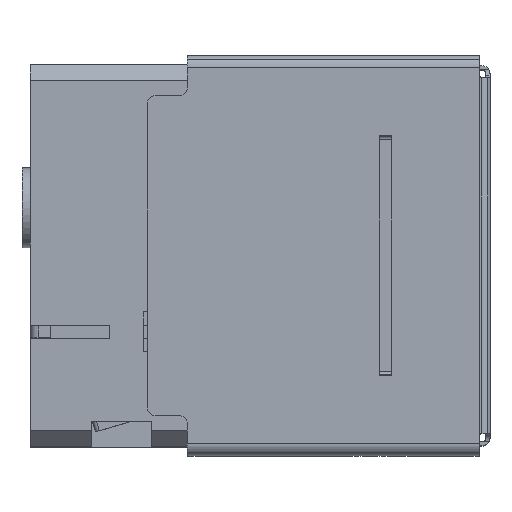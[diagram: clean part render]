
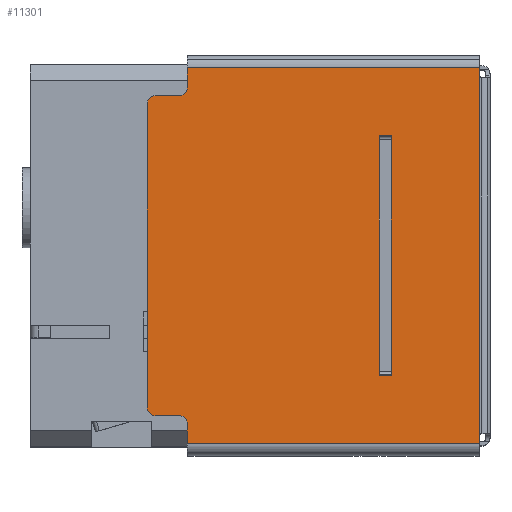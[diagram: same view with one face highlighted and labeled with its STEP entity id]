
A CAD part, top view. The second image highlights one B-rep face of the part: STEP entity #11301.
In plain terms, the highlighted planar face has unit normal (0, 0, 1).
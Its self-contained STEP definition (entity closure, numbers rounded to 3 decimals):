
#3 = CARTESIAN_POINT ( 'NONE',  ( 11.753, 8.41, -5.007 ) ) ;
#372 = VECTOR ( 'NONE', #9490, 1000. ) ;
#702 = EDGE_CURVE ( 'NONE', #3183, #8137, #12996, .T. ) ;
#718 = PLANE ( 'NONE',  #1266 ) ;
#728 = DIRECTION ( 'NONE',  ( 0., 1., 0. ) ) ;
#741 = LINE ( 'NONE', #9630, #17387 ) ;
#809 = CARTESIAN_POINT ( 'NONE',  ( 19.853, 9.31, -5.007 ) ) ;
#916 = DIRECTION ( 'NONE',  ( 0., 0., -1. ) ) ;
#967 = CARTESIAN_POINT ( 'NONE',  ( 12.353, 0.61, -5.007 ) ) ;
#991 = EDGE_CURVE ( 'NONE', #2149, #1214, #13621, .T. ) ;
#1156 = ORIENTED_EDGE ( 'NONE', *, *, #9022, .T. ) ;
#1214 = VERTEX_POINT ( 'NONE', #15213 ) ;
#1266 = AXIS2_PLACEMENT_3D ( 'NONE', #6609, #2370, #12666 ) ;
#1280 = EDGE_CURVE ( 'NONE', #4273, #10120, #8356, .T. ) ;
#1308 = LINE ( 'NONE', #4414, #4049 ) ;
#1925 = VECTOR ( 'NONE', #12941, 1000. ) ;
#2149 = VERTEX_POINT ( 'NONE', #967 ) ;
#2285 = VECTOR ( 'NONE', #9834, 1000. ) ;
#2370 = DIRECTION ( 'NONE',  ( 0., 0., -1. ) ) ;
#2457 = LINE ( 'NONE', #5436, #1925 ) ;
#2611 = CARTESIAN_POINT ( 'NONE',  ( 12.553, 8.81, -5.007 ) ) ;
#2702 = EDGE_CURVE ( 'NONE', #17126, #5324, #17265, .T. ) ;
#2748 = ORIENTED_EDGE ( 'NONE', *, *, #7923, .F. ) ;
#2750 = CARTESIAN_POINT ( 'NONE',  ( 12.353, 8.61, -5.007 ) ) ;
#2955 = EDGE_CURVE ( 'NONE', #1214, #10120, #741, .T. ) ;
#3093 = ORIENTED_EDGE ( 'NONE', *, *, #17019, .F. ) ;
#3157 = FACE_OUTER_BOUND ( 'NONE', #17285, .T. ) ;
#3176 = CARTESIAN_POINT ( 'NONE',  ( 11.753, 0.81, -5.007 ) ) ;
#3183 = VERTEX_POINT ( 'NONE', #7766 ) ;
#3352 = LINE ( 'NONE', #6328, #10127 ) ;
#3370 = VERTEX_POINT ( 'NONE', #809 ) ;
#3743 = ORIENTED_EDGE ( 'NONE', *, *, #17169, .T. ) ;
#3747 = ORIENTED_EDGE ( 'NONE', *, *, #12567, .T. ) ;
#3835 = VECTOR ( 'NONE', #17361, 1000. ) ;
#3954 = ORIENTED_EDGE ( 'NONE', *, *, #2955, .T. ) ;
#4049 = VECTOR ( 'NONE', #10296, 1000. ) ;
#4104 = CARTESIAN_POINT ( 'NONE',  ( 19.853, -0.09, -5.007 ) ) ;
#4161 = CARTESIAN_POINT ( 'NONE',  ( 17.653, 1.61, -5.007 ) ) ;
#4171 = DIRECTION ( 'NONE',  ( 0., 1., 0. ) ) ;
#4273 = VERTEX_POINT ( 'NONE', #14433 ) ;
#4305 = VECTOR ( 'NONE', #11710, 1000. ) ;
#4411 = CARTESIAN_POINT ( 'NONE',  ( 12.553, -0.09, -5.007 ) ) ;
#4414 = CARTESIAN_POINT ( 'NONE',  ( 17.353, 1.61, -5.007 ) ) ;
#4881 = VECTOR ( 'NONE', #11718, 1000. ) ;
#4883 = AXIS2_PLACEMENT_3D ( 'NONE', #14140, #916, #7568 ) ;
#5081 = ORIENTED_EDGE ( 'NONE', *, *, #991, .T. ) ;
#5317 = AXIS2_PLACEMENT_3D ( 'NONE', #3, #17397, #4171 ) ;
#5324 = VERTEX_POINT ( 'NONE', #2611 ) ;
#5436 = CARTESIAN_POINT ( 'NONE',  ( 12.553, 9.31, -5.007 ) ) ;
#5731 = LINE ( 'NONE', #2750, #4305 ) ;
#5834 = CARTESIAN_POINT ( 'NONE',  ( 17.653, 7.61, -5.007 ) ) ;
#6328 = CARTESIAN_POINT ( 'NONE',  ( 19.853, -0.09, -5.007 ) ) ;
#6435 = EDGE_CURVE ( 'NONE', #4273, #3370, #3352, .T. ) ;
#6566 = CARTESIAN_POINT ( 'NONE',  ( 12.353, 0.41, -5.007 ) ) ;
#6609 = CARTESIAN_POINT ( 'NONE',  ( 12.553, -0.39, -5.007 ) ) ;
#6704 = EDGE_CURVE ( 'NONE', #5324, #16595, #11954, .T. ) ;
#6743 = CARTESIAN_POINT ( 'NONE',  ( 12.553, 9.31, -5.007 ) ) ;
#7090 = VERTEX_POINT ( 'NONE', #10060 ) ;
#7288 = LINE ( 'NONE', #5834, #4881 ) ;
#7338 = ORIENTED_EDGE ( 'NONE', *, *, #6704, .T. ) ;
#7447 = VECTOR ( 'NONE', #13436, 1000. ) ;
#7561 = LINE ( 'NONE', #17602, #7447 ) ;
#7568 = DIRECTION ( 'NONE',  ( 1., 0., 0. ) ) ;
#7600 = DIRECTION ( 'NONE',  ( -1., 0., 0. ) ) ;
#7744 = VERTEX_POINT ( 'NONE', #10868 ) ;
#7760 = CARTESIAN_POINT ( 'NONE',  ( 11.553, 0.81, -5.007 ) ) ;
#7766 = CARTESIAN_POINT ( 'NONE',  ( 11.753, 8.61, -5.007 ) ) ;
#7780 = AXIS2_PLACEMENT_3D ( 'NONE', #6566, #18337, #16903 ) ;
#7923 = EDGE_CURVE ( 'NONE', #16957, #7090, #7288, .T. ) ;
#8137 = VERTEX_POINT ( 'NONE', #15581 ) ;
#8356 = LINE ( 'NONE', #4104, #15171 ) ;
#8390 = CARTESIAN_POINT ( 'NONE',  ( 17.353, 7.61, -5.007 ) ) ;
#8869 = CARTESIAN_POINT ( 'NONE',  ( 12.553, 9.31, -5.007 ) ) ;
#8926 = EDGE_LOOP ( 'NONE', ( #18103, #15951, #3093, #2748 ) ) ;
#9022 = EDGE_CURVE ( 'NONE', #15186, #7744, #15062, .T. ) ;
#9078 = ORIENTED_EDGE ( 'NONE', *, *, #17296, .F. ) ;
#9490 = DIRECTION ( 'NONE',  ( 0., 1., 0. ) ) ;
#9630 = CARTESIAN_POINT ( 'NONE',  ( 12.553, 0.41, -5.007 ) ) ;
#9637 = ORIENTED_EDGE ( 'NONE', *, *, #2702, .T. ) ;
#9834 = DIRECTION ( 'NONE',  ( 0., -1., 0. ) ) ;
#9990 = ORIENTED_EDGE ( 'NONE', *, *, #1280, .F. ) ;
#9994 = DIRECTION ( 'NONE',  ( -1., 0., 0. ) ) ;
#10060 = CARTESIAN_POINT ( 'NONE',  ( 17.353, 7.61, -5.007 ) ) ;
#10120 = VERTEX_POINT ( 'NONE', #4411 ) ;
#10127 = VECTOR ( 'NONE', #728, 1000. ) ;
#10296 = DIRECTION ( 'NONE',  ( 1., 0., 0. ) ) ;
#10848 = LINE ( 'NONE', #12190, #16157 ) ;
#10868 = CARTESIAN_POINT ( 'NONE',  ( 11.753, 0.61, -5.007 ) ) ;
#11171 = EDGE_CURVE ( 'NONE', #14995, #17568, #1308, .T. ) ;
#11301 = ADVANCED_FACE ( 'NONE', ( #3157, #16763 ), #718, .F. ) ;
#11449 = ORIENTED_EDGE ( 'NONE', *, *, #6435, .T. ) ;
#11619 = EDGE_CURVE ( 'NONE', #8137, #15186, #7561, .T. ) ;
#11705 = EDGE_CURVE ( 'NONE', #17568, #16957, #12176, .T. ) ;
#11710 = DIRECTION ( 'NONE',  ( -1., 0., 0. ) ) ;
#11718 = DIRECTION ( 'NONE',  ( -1., 0., 0. ) ) ;
#11954 = CIRCLE ( 'NONE', #4883, 0.2 ) ;
#12176 = LINE ( 'NONE', #15174, #372 ) ;
#12190 = CARTESIAN_POINT ( 'NONE',  ( 11.753, 0.61, -5.007 ) ) ;
#12567 = EDGE_CURVE ( 'NONE', #16595, #3183, #5731, .T. ) ;
#12666 = DIRECTION ( 'NONE',  ( 0., -1., 0. ) ) ;
#12806 = LINE ( 'NONE', #8390, #2285 ) ;
#12941 = DIRECTION ( 'NONE',  ( 1., 0., 0. ) ) ;
#12996 = CIRCLE ( 'NONE', #5317, 0.2 ) ;
#13401 = CARTESIAN_POINT ( 'NONE',  ( 17.653, 7.61, -5.007 ) ) ;
#13436 = DIRECTION ( 'NONE',  ( 0., -1., 0. ) ) ;
#13621 = CIRCLE ( 'NONE', #7780, 0.2 ) ;
#13669 = DIRECTION ( 'NONE',  ( 0., 0., 1. ) ) ;
#13682 = ORIENTED_EDGE ( 'NONE', *, *, #702, .T. ) ;
#14140 = CARTESIAN_POINT ( 'NONE',  ( 12.353, 8.81, -5.007 ) ) ;
#14315 = CARTESIAN_POINT ( 'NONE',  ( 12.353, 8.61, -5.007 ) ) ;
#14433 = CARTESIAN_POINT ( 'NONE',  ( 19.853, -0.09, -5.007 ) ) ;
#14995 = VERTEX_POINT ( 'NONE', #17516 ) ;
#15062 = CIRCLE ( 'NONE', #18151, 0.2 ) ;
#15171 = VECTOR ( 'NONE', #9994, 1000. ) ;
#15174 = CARTESIAN_POINT ( 'NONE',  ( 17.653, 1.61, -5.007 ) ) ;
#15186 = VERTEX_POINT ( 'NONE', #7760 ) ;
#15213 = CARTESIAN_POINT ( 'NONE',  ( 12.553, 0.41, -5.007 ) ) ;
#15581 = CARTESIAN_POINT ( 'NONE',  ( 11.553, 8.41, -5.007 ) ) ;
#15951 = ORIENTED_EDGE ( 'NONE', *, *, #11171, .F. ) ;
#16157 = VECTOR ( 'NONE', #16756, 1000. ) ;
#16595 = VERTEX_POINT ( 'NONE', #14315 ) ;
#16749 = ORIENTED_EDGE ( 'NONE', *, *, #11619, .T. ) ;
#16756 = DIRECTION ( 'NONE',  ( 1., 0., 0. ) ) ;
#16763 = FACE_BOUND ( 'NONE', #8926, .T. ) ;
#16903 = DIRECTION ( 'NONE',  ( 0., 1., 0. ) ) ;
#16957 = VERTEX_POINT ( 'NONE', #13401 ) ;
#17019 = EDGE_CURVE ( 'NONE', #7090, #14995, #12806, .T. ) ;
#17126 = VERTEX_POINT ( 'NONE', #8869 ) ;
#17169 = EDGE_CURVE ( 'NONE', #7744, #2149, #10848, .T. ) ;
#17247 = DIRECTION ( 'NONE',  ( 0., -1., 0. ) ) ;
#17265 = LINE ( 'NONE', #6743, #3835 ) ;
#17285 = EDGE_LOOP ( 'NONE', ( #11449, #9078, #9637, #7338, #3747, #13682, #16749, #1156, #3743, #5081, #3954, #9990 ) ) ;
#17296 = EDGE_CURVE ( 'NONE', #17126, #3370, #2457, .T. ) ;
#17361 = DIRECTION ( 'NONE',  ( 0., -1., 0. ) ) ;
#17387 = VECTOR ( 'NONE', #17247, 1000. ) ;
#17397 = DIRECTION ( 'NONE',  ( 0., 0., 1. ) ) ;
#17516 = CARTESIAN_POINT ( 'NONE',  ( 17.353, 1.61, -5.007 ) ) ;
#17568 = VERTEX_POINT ( 'NONE', #4161 ) ;
#17602 = CARTESIAN_POINT ( 'NONE',  ( 11.553, 8.41, -5.007 ) ) ;
#18103 = ORIENTED_EDGE ( 'NONE', *, *, #11705, .F. ) ;
#18151 = AXIS2_PLACEMENT_3D ( 'NONE', #3176, #13669, #7600 ) ;
#18337 = DIRECTION ( 'NONE',  ( 0., 0., -1. ) ) ;
